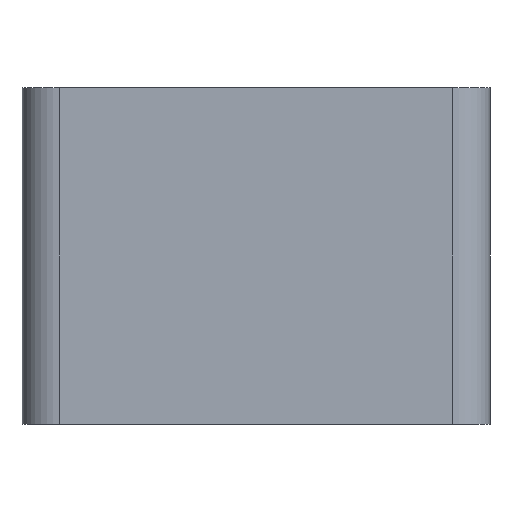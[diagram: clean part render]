
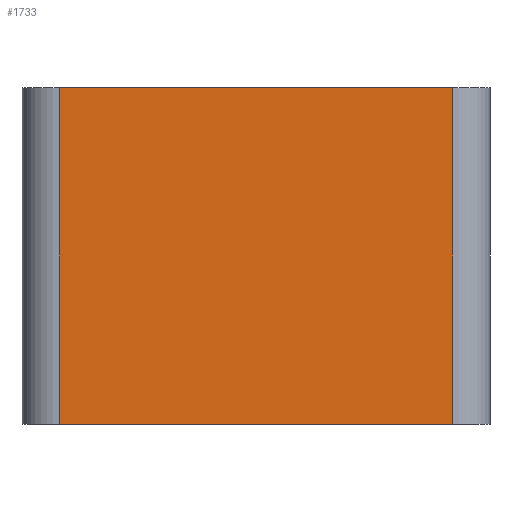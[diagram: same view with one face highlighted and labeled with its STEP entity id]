
A CAD part, left-side view. The second image highlights one B-rep face of the part: STEP entity #1733.
In plain terms, the highlighted planar face has unit normal (-1, 0, 0).
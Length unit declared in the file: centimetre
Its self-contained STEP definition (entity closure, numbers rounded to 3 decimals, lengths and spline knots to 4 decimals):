
#296=VERTEX_POINT('',#2663);
#299=VERTEX_POINT('',#2668);
#310=VERTEX_POINT('',#2702);
#311=VERTEX_POINT('',#2704);
#499=VECTOR('',#2189,1.);
#511=VECTOR('',#2220,1.);
#512=VECTOR('',#2224,1.);
#513=VECTOR('',#2225,1.);
#701=LINE('',#2669,#499);
#713=LINE('',#2703,#511);
#714=LINE('',#2707,#512);
#715=LINE('',#2708,#513);
#935=EDGE_CURVE('',#299,#296,#701,.T.);
#952=EDGE_CURVE('',#311,#310,#713,.T.);
#954=EDGE_CURVE('',#310,#296,#714,.T.);
#955=EDGE_CURVE('',#311,#299,#715,.T.);
#1396=ORIENTED_EDGE('',*,*,#954,.T.);
#1397=ORIENTED_EDGE('',*,*,#935,.F.);
#1398=ORIENTED_EDGE('',*,*,#955,.F.);
#1399=ORIENTED_EDGE('',*,*,#952,.T.);
#1535=EDGE_LOOP('',(#1396,#1397,#1398,#1399));
#1639=FACE_BOUND('',#1535,.T.);
#1733=ADVANCED_FACE('',(#1639),#2781,.T.);
#1854=AXIS2_PLACEMENT_3D('',#2706,#2223,$);
#2189=DIRECTION('',(0.,0.,1.));
#2220=DIRECTION('',(0.,0.,1.));
#2223=DIRECTION('',(-1.,0.,0.));
#2224=DIRECTION('',(0.,1.,0.));
#2225=DIRECTION('',(0.,1.,0.));
#2663=CARTESIAN_POINT('',(0.,4.6,3.6));
#2668=CARTESIAN_POINT('',(0.,4.6,0.));
#2669=CARTESIAN_POINT('',(0.,4.6,0.));
#2702=CARTESIAN_POINT('',(0.,0.4,3.6));
#2703=CARTESIAN_POINT('',(0.,0.4,0.));
#2704=CARTESIAN_POINT('',(0.,0.4,0.));
#2706=CARTESIAN_POINT('',(0.,2.5,0.));
#2707=CARTESIAN_POINT('',(0.,0.4,3.6));
#2708=CARTESIAN_POINT('',(0.,0.4,0.));
#2781=PLANE('',#1854);
